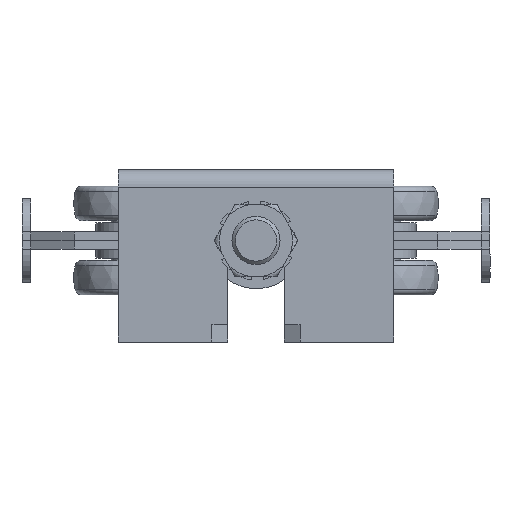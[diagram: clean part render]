
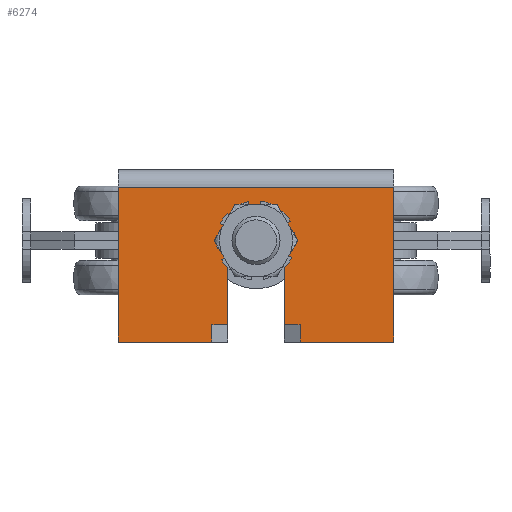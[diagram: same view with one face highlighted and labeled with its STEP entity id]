
A CAD part, front view. The second image highlights one B-rep face of the part: STEP entity #6274.
In plain terms, the highlighted planar face has unit normal (0, -1, 0).
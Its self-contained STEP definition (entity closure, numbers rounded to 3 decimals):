
#713=CIRCLE('',#6873,8.25);
#1120=FACE_OUTER_BOUND('',#1518,.T.);
#1518=EDGE_LOOP('',(#4342,#4343,#4344,#4345,#4346,#4347,#4348,#4349,#4350,
#4351,#4352,#4353));
#2104=LINE('',#9880,#2478);
#2105=LINE('',#9883,#2479);
#2111=LINE('',#9896,#2485);
#2118=LINE('',#9909,#2492);
#2123=LINE('',#9919,#2497);
#2125=LINE('',#9924,#2499);
#2129=LINE('',#9932,#2503);
#2130=LINE('',#9934,#2504);
#2131=LINE('',#9935,#2505);
#2132=LINE('',#9937,#2506);
#2133=LINE('',#9940,#2507);
#2478=VECTOR('',#7750,10.);
#2479=VECTOR('',#7753,10.);
#2485=VECTOR('',#7763,10.);
#2492=VECTOR('',#7774,10.);
#2497=VECTOR('',#7781,10.);
#2499=VECTOR('',#7785,10.);
#2503=VECTOR('',#7791,10.);
#2504=VECTOR('',#7792,10.);
#2505=VECTOR('',#7793,10.);
#2506=VECTOR('',#7794,10.);
#2507=VECTOR('',#7797,10.);
#2849=VERTEX_POINT('',#9873);
#2852=VERTEX_POINT('',#9878);
#2853=VERTEX_POINT('',#9882);
#2857=VERTEX_POINT('',#9893);
#2858=VERTEX_POINT('',#9895);
#2862=VERTEX_POINT('',#9907);
#2866=VERTEX_POINT('',#9917);
#2868=VERTEX_POINT('',#9923);
#2871=VERTEX_POINT('',#9931);
#2872=VERTEX_POINT('',#9933);
#2873=VERTEX_POINT('',#9936);
#2874=VERTEX_POINT('',#9938);
#3463=EDGE_CURVE('',#2849,#2852,#2104,.T.);
#3464=EDGE_CURVE('',#2853,#2849,#2105,.T.);
#3470=EDGE_CURVE('',#2858,#2857,#2111,.T.);
#3477=EDGE_CURVE('',#2857,#2862,#2118,.T.);
#3482=EDGE_CURVE('',#2852,#2866,#2123,.T.);
#3484=EDGE_CURVE('',#2868,#2858,#2125,.T.);
#3488=EDGE_CURVE('',#2866,#2871,#2129,.T.);
#3489=EDGE_CURVE('',#2872,#2871,#2130,.T.);
#3490=EDGE_CURVE('',#2868,#2872,#2131,.T.);
#3491=EDGE_CURVE('',#2862,#2873,#2132,.T.);
#3492=EDGE_CURVE('',#2873,#2874,#713,.T.);
#3493=EDGE_CURVE('',#2874,#2853,#2133,.T.);
#4342=ORIENTED_EDGE('',*,*,#3464,.T.);
#4343=ORIENTED_EDGE('',*,*,#3463,.T.);
#4344=ORIENTED_EDGE('',*,*,#3482,.T.);
#4345=ORIENTED_EDGE('',*,*,#3488,.T.);
#4346=ORIENTED_EDGE('',*,*,#3489,.F.);
#4347=ORIENTED_EDGE('',*,*,#3490,.F.);
#4348=ORIENTED_EDGE('',*,*,#3484,.T.);
#4349=ORIENTED_EDGE('',*,*,#3470,.T.);
#4350=ORIENTED_EDGE('',*,*,#3477,.T.);
#4351=ORIENTED_EDGE('',*,*,#3491,.T.);
#4352=ORIENTED_EDGE('',*,*,#3492,.T.);
#4353=ORIENTED_EDGE('',*,*,#3493,.T.);
#6090=PLANE('',#6872);
#6274=ADVANCED_FACE('',(#1120),#6090,.T.);
#6872=AXIS2_PLACEMENT_3D('',#9930,#7789,#7790);
#6873=AXIS2_PLACEMENT_3D('',#9939,#7795,#7796);
#7750=DIRECTION('',(0.,0.,-1.));
#7753=DIRECTION('',(1.,0.,0.));
#7763=DIRECTION('',(0.,0.,1.));
#7774=DIRECTION('',(1.,0.,0.));
#7781=DIRECTION('',(1.,0.,0.));
#7785=DIRECTION('',(1.,0.,0.));
#7789=DIRECTION('center_axis',(0.,-1.,0.));
#7790=DIRECTION('ref_axis',(0.,0.,-1.));
#7791=DIRECTION('',(0.,0.,1.));
#7792=DIRECTION('',(1.,0.,0.));
#7793=DIRECTION('',(0.,0.,1.));
#7794=DIRECTION('',(0.,0.,1.));
#7795=DIRECTION('center_axis',(0.,1.,0.));
#7796=DIRECTION('ref_axis',(1.,0.,0.));
#7797=DIRECTION('',(0.,0.,-1.));
#9873=CARTESIAN_POINT('',(-28.384,3.159,5.));
#9878=CARTESIAN_POINT('',(-28.384,3.159,0.));
#9880=CARTESIAN_POINT('',(-28.384,3.159,0.));
#9882=CARTESIAN_POINT('',(-32.935,3.159,5.));
#9883=CARTESIAN_POINT('',(-16.167,3.159,5.));
#9893=CARTESIAN_POINT('',(-53.985,3.159,5.));
#9895=CARTESIAN_POINT('',(-53.985,3.159,0.));
#9896=CARTESIAN_POINT('',(-53.985,3.159,0.));
#9907=CARTESIAN_POINT('',(-49.435,3.159,5.));
#9909=CARTESIAN_POINT('',(-26.202,3.159,5.));
#9917=CARTESIAN_POINT('',(-1.185,3.159,0.));
#9919=CARTESIAN_POINT('',(-81.185,3.159,0.));
#9923=CARTESIAN_POINT('',(-81.185,3.159,0.));
#9924=CARTESIAN_POINT('',(-81.185,3.159,0.));
#9930=CARTESIAN_POINT('Origin',(-1.185,3.159,0.));
#9931=CARTESIAN_POINT('',(-1.185,3.159,45.));
#9932=CARTESIAN_POINT('',(-1.185,3.159,0.));
#9933=CARTESIAN_POINT('',(-81.185,3.159,45.));
#9934=CARTESIAN_POINT('',(-21.185,3.159,45.));
#9935=CARTESIAN_POINT('',(-81.185,3.159,0.));
#9936=CARTESIAN_POINT('',(-49.435,3.159,29.5));
#9937=CARTESIAN_POINT('',(-49.435,3.159,14.75));
#9938=CARTESIAN_POINT('',(-32.935,3.159,29.5));
#9939=CARTESIAN_POINT('Origin',(-41.185,3.159,29.5));
#9940=CARTESIAN_POINT('',(-32.935,3.159,0.));
